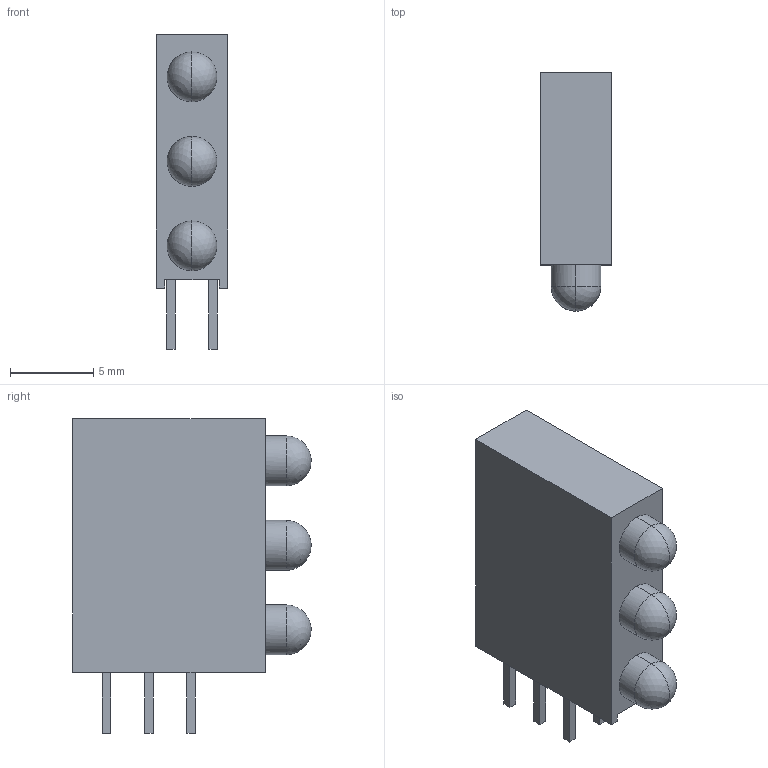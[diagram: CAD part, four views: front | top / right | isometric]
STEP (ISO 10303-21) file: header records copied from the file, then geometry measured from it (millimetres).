
FILE_DESCRIPTION(/* description */ (''),/* implementation_level */ '2;1');
FILE_NAME(/* name */ 'LED_DIALIGHT_564-0700-111F.stp',/* time_stamp */ '2016-12-08T12:51:38+01:00',/* author */ ('riccim'),/* organization */ ('SolidWorks'),/* preprocessor_version */ 'ST-DEVELOPER v15.5',/* originating_system */ 'AutoCAD Mechanical',/* authorisation */ ' ');
FILE_SCHEMA (('AUTOMOTIVE_DESIGN { 1 0 10303 214 3 1 1 }'));
Length unit declared in the file: millimetre
Products named in the file (1): Product
Bounding box: 4.32 x 14.33 x 18.92 mm (x, y, z)
Volume: 795.7 mm3; surface area: 789.6 mm2
Topology: 13 solids, 13 shells, 70 faces, 141 edges, 94 vertices
Faces by surface type: plane 58, cylinder 6, sphere 6
Entity records: 1775 total; most frequent: DIRECTION 292, CARTESIAN_POINT 291, ORIENTED_EDGE 264, EDGE_CURVE 132, LINE 114, VECTOR 114, AXIS2_PLACEMENT_3D 89, VERTEX_POINT 88
